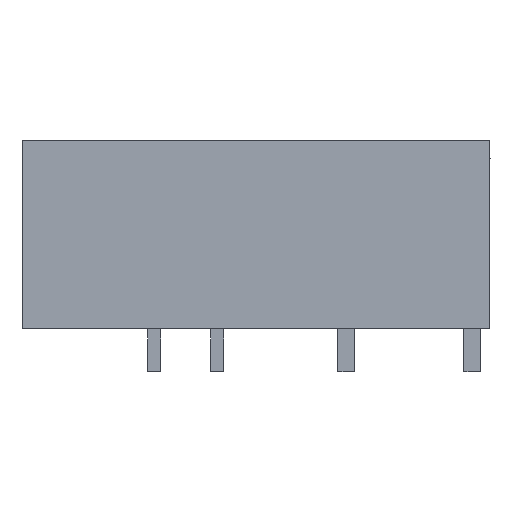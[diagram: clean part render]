
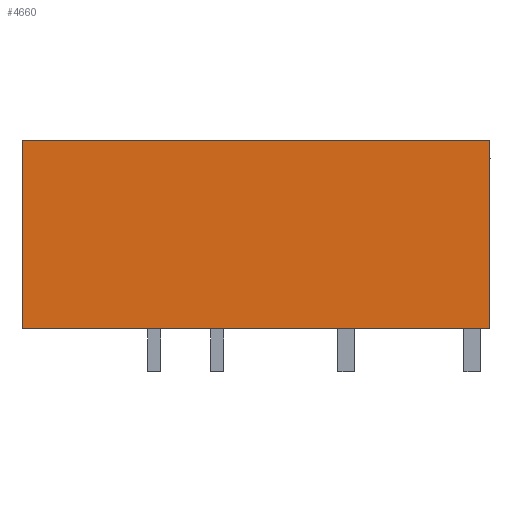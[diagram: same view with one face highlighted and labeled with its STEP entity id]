
A CAD part, left-side view. The second image highlights one B-rep face of the part: STEP entity #4660.
In plain terms, the highlighted planar face has unit normal (-1, 0, 0).
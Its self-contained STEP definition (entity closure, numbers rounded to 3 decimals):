
#4647=AXIS2_PLACEMENT_3D('Plane Axis2P3D',#4644,#4645,#4646) ;
#1452=CARTESIAN_POINT('Vertex',(0.,0.,14.)) ;
#1455=CARTESIAN_POINT('Line Origine',(0.,0.,8.3)) ;
#1459=CARTESIAN_POINT('Vertex',(0.,0.,2.6)) ;
#1488=CARTESIAN_POINT('Line Origine',(0.,14.15,2.6)) ;
#1492=CARTESIAN_POINT('Vertex',(0.,28.3,2.6)) ;
#3732=CARTESIAN_POINT('Line Origine',(0.,28.3,8.3)) ;
#3736=CARTESIAN_POINT('Vertex',(0.,28.3,14.)) ;
#4644=CARTESIAN_POINT('Axis2P3D Location',(0.,0.,17.5)) ;
#4649=CARTESIAN_POINT('Line Origine',(0.,14.15,14.)) ;
#1456=DIRECTION('Vector Direction',(0.,0.,-1.)) ;
#1489=DIRECTION('Vector Direction',(0.,-1.,0.)) ;
#3733=DIRECTION('Vector Direction',(0.,0.,1.)) ;
#4645=DIRECTION('Axis2P3D Direction',(-1.,0.,0.)) ;
#4646=DIRECTION('Axis2P3D XDirection',(0.,1.,0.)) ;
#4650=DIRECTION('Vector Direction',(0.,-1.,0.)) ;
#1457=VECTOR('Line Direction',#1456,1.) ;
#1490=VECTOR('Line Direction',#1489,1.) ;
#3734=VECTOR('Line Direction',#3733,1.) ;
#4651=VECTOR('Line Direction',#4650,1.) ;
#4655=ORIENTED_EDGE('',*,*,#4653,.F.) ;
#4656=ORIENTED_EDGE('',*,*,#3738,.F.) ;
#4657=ORIENTED_EDGE('',*,*,#1494,.T.) ;
#4658=ORIENTED_EDGE('',*,*,#1461,.T.) ;
#4660=ADVANCED_FACE('model',(#4659),#4648,.T.) ;
#1461=EDGE_CURVE('',#1460,#1453,#1458,.F.) ;
#1494=EDGE_CURVE('',#1493,#1460,#1491,.T.) ;
#3738=EDGE_CURVE('',#1493,#3737,#3735,.T.) ;
#4653=EDGE_CURVE('',#3737,#1453,#4652,.T.) ;
#4654=EDGE_LOOP('',(#4655,#4656,#4657,#4658)) ;
#4659=FACE_OUTER_BOUND('',#4654,.T.) ;
#1458=LINE('Line',#1455,#1457) ;
#1491=LINE('Line',#1488,#1490) ;
#3735=LINE('Line',#3732,#3734) ;
#4652=LINE('Line',#4649,#4651) ;
#4648=PLANE('',#4647) ;
#1453=VERTEX_POINT('',#1452) ;
#1460=VERTEX_POINT('',#1459) ;
#1493=VERTEX_POINT('',#1492) ;
#3737=VERTEX_POINT('',#3736) ;
